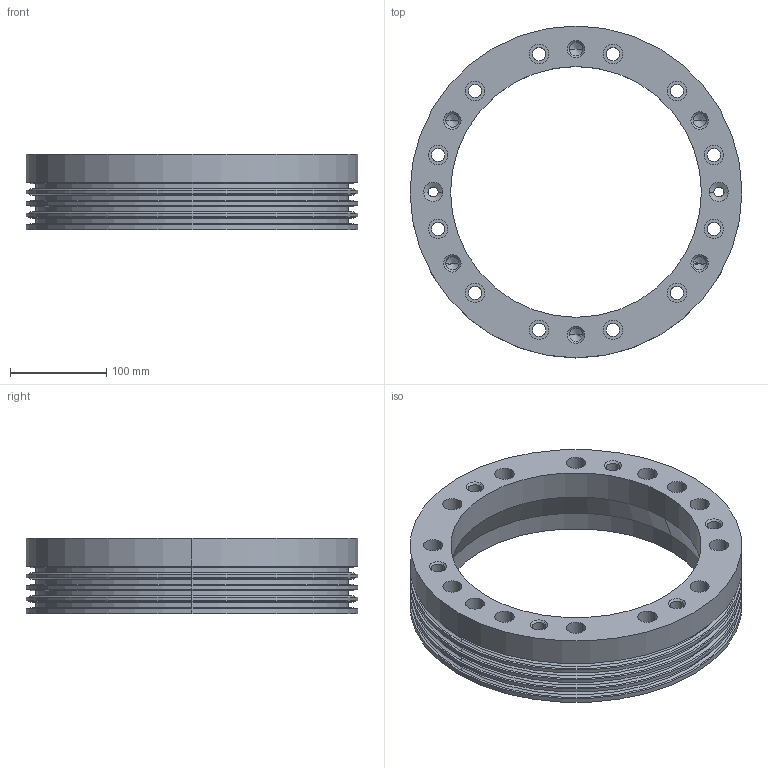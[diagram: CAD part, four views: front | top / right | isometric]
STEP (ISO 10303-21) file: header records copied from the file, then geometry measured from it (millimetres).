
FILE_DESCRIPTION (( 'STEP AP203' ), '1' );
FILE_NAME ('kvshll340_4.STEP', '2022-11-02T11:39:38', ( '' ), ( '' ), '', '', '' );
FILE_SCHEMA (( 'CONFIG_CONTROL_DESIGN' ));
Length unit declared in the file: millimetre
Products named in the file (1): kvshll340_4
Bounding box: 344 x 344 x 78 mm (x, y, z)
Volume: 2297691.1 mm3; surface area: 355821.8 mm2
Topology: 1 solids, 1 shells, 174 faces, 388 edges, 230 vertices
Faces by surface type: cylinder 90, cone 46, plane 22, torus 16
Entity records: 4921 total; most frequent: DIRECTION 966, CARTESIAN_POINT 781, ORIENTED_EDGE 752, AXIS2_PLACEMENT_3D 415, EDGE_CURVE 376, CIRCLE 240, EDGE_LOOP 230, VERTEX_POINT 230
